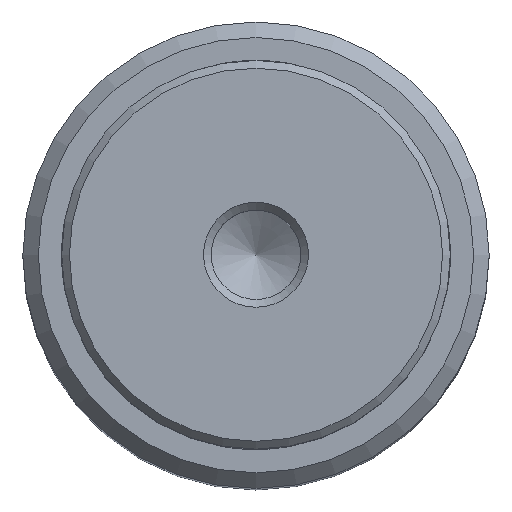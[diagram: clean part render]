
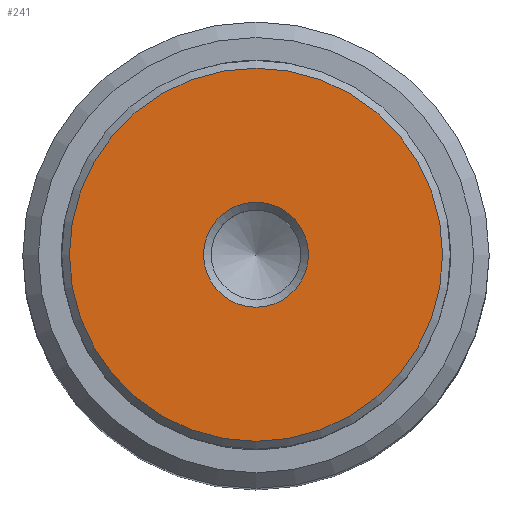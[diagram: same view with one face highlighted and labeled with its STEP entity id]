
A CAD part, top view. The second image highlights one B-rep face of the part: STEP entity #241.
In plain terms, the highlighted planar face has unit normal (0, 0, 1).
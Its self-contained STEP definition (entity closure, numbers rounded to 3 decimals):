
#241 = ADVANCED_FACE( '', ( #331, #332 ), #333, .F. );
#331 = FACE_BOUND( '', #570, .T. );
#332 = FACE_OUTER_BOUND( '', #571, .T. );
#333 = PLANE( '', #572 );
#570 = EDGE_LOOP( '', ( #979 ) );
#571 = EDGE_LOOP( '', ( #980 ) );
#572 = AXIS2_PLACEMENT_3D( '', #981, #982, #983 );
#979 = ORIENTED_EDGE( '', *, *, #1152, .T. );
#980 = ORIENTED_EDGE( '', *, *, #1159, .T. );
#981 = CARTESIAN_POINT( '', ( 0., 0., 147. ) );
#982 = DIRECTION( '', ( 0., 0., -1. ) );
#983 = DIRECTION( '', ( -1., 0., 0. ) );
#1152 = EDGE_CURVE( '', #1217, #1217, #1218, .T. );
#1159 = EDGE_CURVE( '', #1229, #1229, #1230, .F. );
#1217 = VERTEX_POINT( '', #1323 );
#1218 = CIRCLE( '', #1324, 6.75 );
#1229 = VERTEX_POINT( '', #1335 );
#1230 = CIRCLE( '', #1336, 24. );
#1323 = CARTESIAN_POINT( '', ( -6.75, 0., 147. ) );
#1324 = AXIS2_PLACEMENT_3D( '', #1987, #1988, #1989 );
#1335 = CARTESIAN_POINT( '', ( -24., 0., 147. ) );
#1336 = AXIS2_PLACEMENT_3D( '', #2005, #2006, #2007 );
#1987 = CARTESIAN_POINT( '', ( 0., 0., 147. ) );
#1988 = DIRECTION( '', ( 0., 0., -1. ) );
#1989 = DIRECTION( '', ( -1., 0., 0. ) );
#2005 = CARTESIAN_POINT( '', ( 0., 0., 147. ) );
#2006 = DIRECTION( '', ( 0., 0., -1. ) );
#2007 = DIRECTION( '', ( -1., 0., 0. ) );
